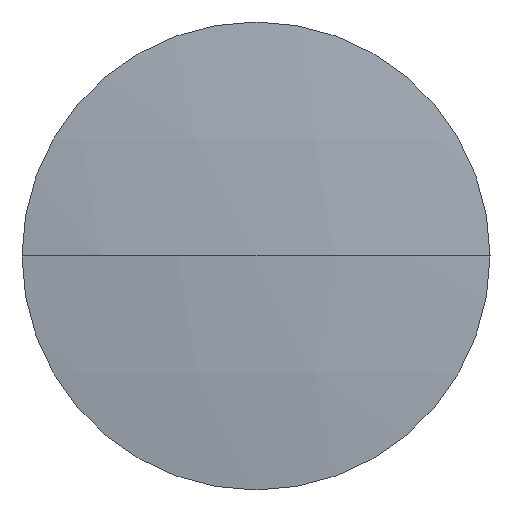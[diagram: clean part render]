
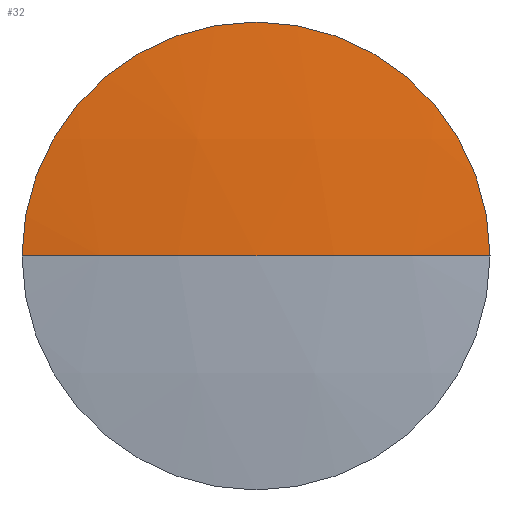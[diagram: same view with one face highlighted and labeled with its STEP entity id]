
A CAD part, left-side view. The second image highlights one B-rep face of the part: STEP entity #32.
In plain terms, the highlighted spherical face has radius 200 mm.
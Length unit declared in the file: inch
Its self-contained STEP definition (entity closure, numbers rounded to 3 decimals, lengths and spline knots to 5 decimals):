
#15 = ORIENTED_EDGE ( 'NONE', *, *, #16, .F. ) ;
#16 = EDGE_CURVE ( 'NONE', #17, #38, #124, .T. ) ;
#17 = VERTEX_POINT ( 'NONE', #119 ) ;
#18 = ORIENTED_EDGE ( 'NONE', *, *, #19, .F. ) ;
#19 = EDGE_CURVE ( 'NONE', #37, #17, #117, .T. ) ;
#29 = ORIENTED_EDGE ( 'NONE', *, *, #30, .T. ) ;
#30 = EDGE_CURVE ( 'NONE', #36, #38, #153, .T. ) ;
#32 = ADVANCED_FACE ( 'NONE', ( #188 ), #224, .T. ) ;
#33 = EDGE_LOOP ( 'NONE', ( #34, #29, #15, #18 ) ) ;
#34 = ORIENTED_EDGE ( 'NONE', *, *, #35, .F. ) ;
#35 = EDGE_CURVE ( 'NONE', #36, #37, #220, .T. ) ;
#36 = VERTEX_POINT ( 'NONE', #215 ) ;
#37 = VERTEX_POINT ( 'NONE', #214 ) ;
#38 = VERTEX_POINT ( 'NONE', #213 ) ;
#113 = DIRECTION ( 'NONE',  ( 0., 0., -1. ) ) ;
#114 = DIRECTION ( 'NONE',  ( 1., 0., 0. ) ) ;
#115 = CARTESIAN_POINT ( 'NONE',  ( -3.46201, 1.35893, 0.87225 ) ) ;
#116 = AXIS2_PLACEMENT_3D ( 'NONE', #115, #114, #113 ) ;
#117 = CIRCLE ( 'NONE', #116, 1. ) ;
#119 = CARTESIAN_POINT ( 'NONE',  ( -3.46201, 1.35893, 1.87225 ) ) ;
#120 = DIRECTION ( 'NONE',  ( 0., 0., -1. ) ) ;
#121 = DIRECTION ( 'NONE',  ( 1., 0., 0. ) ) ;
#122 = CARTESIAN_POINT ( 'NONE',  ( -3.46201, 1.35893, 0.87225 ) ) ;
#123 = AXIS2_PLACEMENT_3D ( 'NONE', #122, #121, #120 ) ;
#124 = CIRCLE ( 'NONE', #123, 1. ) ;
#149 = DIRECTION ( 'NONE',  ( 0., -1., 0. ) ) ;
#150 = DIRECTION ( 'NONE',  ( 0., 0., 1. ) ) ;
#151 = CARTESIAN_POINT ( 'NONE',  ( 4.34825, 1.35893, 0.87225 ) ) ;
#152 = AXIS2_PLACEMENT_3D ( 'NONE', #151, #150, #149 ) ;
#153 = CIRCLE ( 'NONE', #152, 7.87402 ) ;
#188 = FACE_OUTER_BOUND ( 'NONE', #33, .T. ) ;
#213 = CARTESIAN_POINT ( 'NONE',  ( -3.46201, 0.35893, 0.87225 ) ) ;
#214 = CARTESIAN_POINT ( 'NONE',  ( -3.46201, 2.35893, 0.87225 ) ) ;
#215 = CARTESIAN_POINT ( 'NONE',  ( -3.52577, 1.35893, 0.87225 ) ) ;
#216 = DIRECTION ( 'NONE',  ( -1., 0., 0. ) ) ;
#217 = DIRECTION ( 'NONE',  ( 0., 0., -1. ) ) ;
#218 = CARTESIAN_POINT ( 'NONE',  ( 4.34825, 1.35893, 0.87225 ) ) ;
#219 = AXIS2_PLACEMENT_3D ( 'NONE', #218, #217, #216 ) ;
#220 = CIRCLE ( 'NONE', #219, 7.87402 ) ;
#221 = DIRECTION ( 'NONE',  ( 0., 1., 0. ) ) ;
#222 = DIRECTION ( 'NONE',  ( 0., 0., 1. ) ) ;
#223 = AXIS2_PLACEMENT_3D ( 'NONE', #225, #222, #221 ) ;
#224 = SPHERICAL_SURFACE ( 'NONE', #223, 7.87402 ) ;
#225 = CARTESIAN_POINT ( 'NONE',  ( 4.34825, 1.35893, 0.87225 ) ) ;
